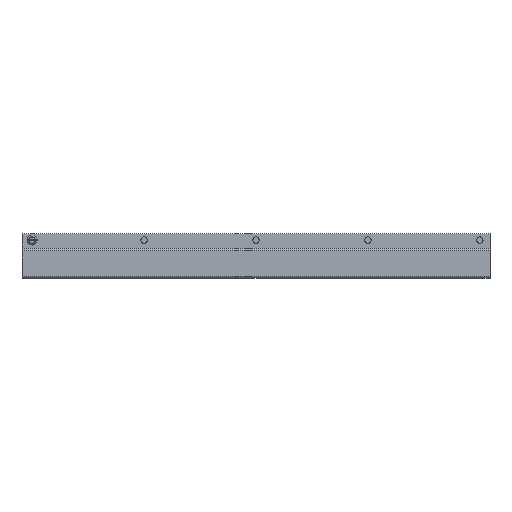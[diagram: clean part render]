
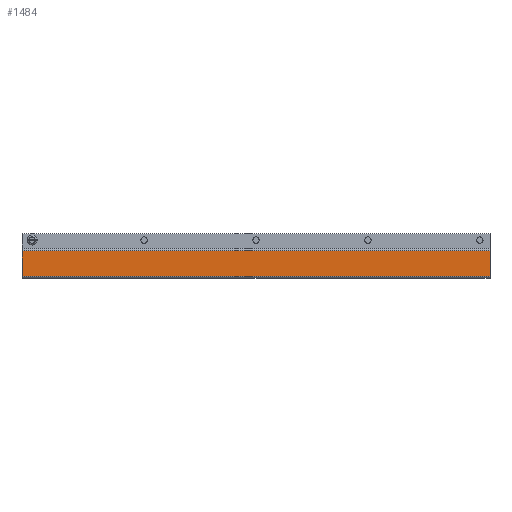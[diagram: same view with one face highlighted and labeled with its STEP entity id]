
A CAD part, top view. The second image highlights one B-rep face of the part: STEP entity #1484.
In plain terms, the highlighted planar face has unit normal (0, 0, 1).
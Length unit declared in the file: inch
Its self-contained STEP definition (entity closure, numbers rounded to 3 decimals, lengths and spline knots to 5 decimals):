
#153 = CARTESIAN_POINT ( 'NONE',  ( -11.5, -0.986, 0.572 ) ) ;
#214 = VERTEX_POINT ( 'NONE', #994 ) ;
#272 = LINE ( 'NONE', #153, #2065 ) ;
#309 = VECTOR ( 'NONE', #1193, 39.37008 ) ;
#404 = ORIENTED_EDGE ( 'NONE', *, *, #871, .F. ) ;
#463 = EDGE_LOOP ( 'NONE', ( #1914, #2204, #868, #404 ) ) ;
#491 = VERTEX_POINT ( 'NONE', #1578 ) ;
#696 = LINE ( 'NONE', #2245, #1969 ) ;
#747 = AXIS2_PLACEMENT_3D ( 'NONE', #1113, #926, #951 ) ;
#843 = CARTESIAN_POINT ( 'NONE',  ( -11.5, -0.986, 0.572 ) ) ;
#868 = ORIENTED_EDGE ( 'NONE', *, *, #1714, .F. ) ;
#871 = EDGE_CURVE ( 'NONE', #1677, #214, #1695, .T. ) ;
#890 = VECTOR ( 'NONE', #1999, 39.37008 ) ;
#926 = DIRECTION ( 'NONE',  ( 0., 0., 1. ) ) ;
#951 = DIRECTION ( 'NONE',  ( 1., 0., 0. ) ) ;
#994 = CARTESIAN_POINT ( 'NONE',  ( -11.5, 0.2455, 0.572 ) ) ;
#1061 = LINE ( 'NONE', #2224, #309 ) ;
#1113 = CARTESIAN_POINT ( 'NONE',  ( -11.5, -1.094, 0.572 ) ) ;
#1168 = EDGE_CURVE ( 'NONE', #1478, #1677, #272, .T. ) ;
#1193 = DIRECTION ( 'NONE',  ( 1., 0., 0. ) ) ;
#1280 = CARTESIAN_POINT ( 'NONE',  ( 11.5, -0.986, 0.572 ) ) ;
#1478 = VERTEX_POINT ( 'NONE', #1280 ) ;
#1484 = ADVANCED_FACE ( 'NONE', ( #1921 ), #1950, .T. ) ;
#1541 = DIRECTION ( 'NONE',  ( 0., -1., 0. ) ) ;
#1578 = CARTESIAN_POINT ( 'NONE',  ( 11.5, 0.2455, 0.572 ) ) ;
#1677 = VERTEX_POINT ( 'NONE', #843 ) ;
#1695 = LINE ( 'NONE', #1835, #890 ) ;
#1714 = EDGE_CURVE ( 'NONE', #214, #491, #1061, .T. ) ;
#1736 = DIRECTION ( 'NONE',  ( -1., 0., 0. ) ) ;
#1835 = CARTESIAN_POINT ( 'NONE',  ( -11.5, 1.094, 0.572 ) ) ;
#1868 = EDGE_CURVE ( 'NONE', #491, #1478, #696, .T. ) ;
#1914 = ORIENTED_EDGE ( 'NONE', *, *, #1168, .F. ) ;
#1921 = FACE_OUTER_BOUND ( 'NONE', #463, .T. ) ;
#1950 = PLANE ( 'NONE',  #747 ) ;
#1969 = VECTOR ( 'NONE', #1541, 39.37008 ) ;
#1999 = DIRECTION ( 'NONE',  ( 0., 1., 0. ) ) ;
#2065 = VECTOR ( 'NONE', #1736, 39.37008 ) ;
#2204 = ORIENTED_EDGE ( 'NONE', *, *, #1868, .F. ) ;
#2224 = CARTESIAN_POINT ( 'NONE',  ( -11.5, 0.2455, 0.572 ) ) ;
#2245 = CARTESIAN_POINT ( 'NONE',  ( 11.5, -1.094, 0.572 ) ) ;
